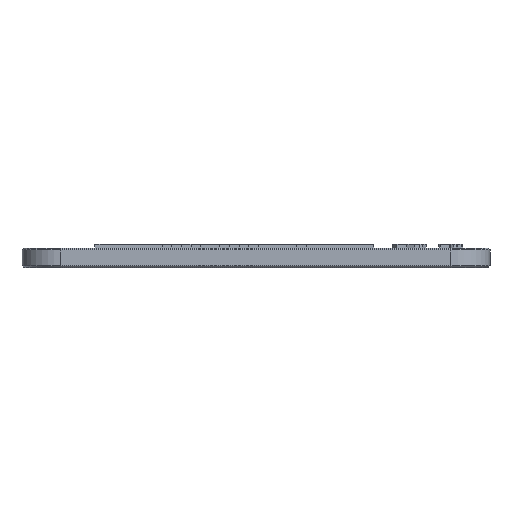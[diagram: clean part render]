
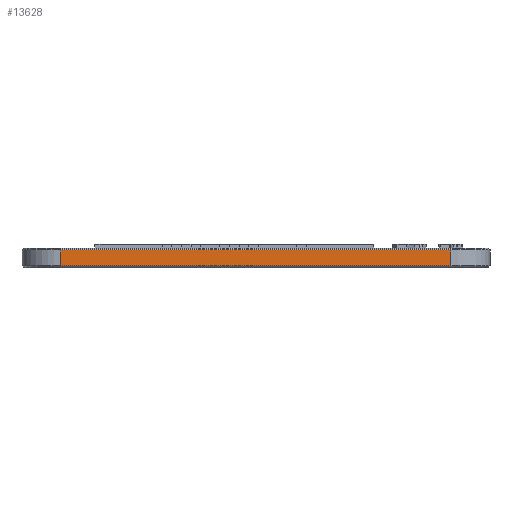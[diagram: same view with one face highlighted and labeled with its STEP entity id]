
A CAD part, left-side view. The second image highlights one B-rep face of the part: STEP entity #13628.
In plain terms, the highlighted planar face has unit normal (-1, 0, 0).
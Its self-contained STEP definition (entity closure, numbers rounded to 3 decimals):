
#44 = CYLINDRICAL_SURFACE('',#45,6.25);
#45 = AXIS2_PLACEMENT_3D('',#46,#47,#48);
#46 = CARTESIAN_POINT('',(0.,0.,-0.2));
#47 = DIRECTION('',(0.,0.,1.));
#48 = DIRECTION('',(-1.,0.,0.));
#5065 = EDGE_CURVE('',#5066,#5068,#5070,.T.);
#5066 = VERTEX_POINT('',#5067);
#5067 = CARTESIAN_POINT('',(-6.25,0.,0.3));
#5068 = VERTEX_POINT('',#5069);
#5069 = CARTESIAN_POINT('',(-6.25,0.,2.825));
#5070 = SURFACE_CURVE('',#5071,(#5075,#5082),.PCURVE_S1.);
#5071 = LINE('',#5072,#5073);
#5072 = CARTESIAN_POINT('',(-6.25,0.,0.3));
#5073 = VECTOR('',#5074,1.);
#5074 = DIRECTION('',(0.,0.,1.));
#5075 = PCURVE('',#44,#5076);
#5076 = DEFINITIONAL_REPRESENTATION('',(#5077),#5081);
#5077 = LINE('',#5078,#5079);
#5078 = CARTESIAN_POINT('',(0.,0.5));
#5079 = VECTOR('',#5080,1.);
#5080 = DIRECTION('',(0.,1.));
#5081 = ( GEOMETRIC_REPRESENTATION_CONTEXT(2) 
PARAMETRIC_REPRESENTATION_CONTEXT() REPRESENTATION_CONTEXT('2D SPACE',''
  ) );
#5082 = PCURVE('',#5083,#5088);
#5083 = PLANE('',#5084);
#5084 = AXIS2_PLACEMENT_3D('',#5085,#5086,#5087);
#5085 = CARTESIAN_POINT('',(-6.25,31.25,1.713));
#5086 = DIRECTION('',(-1.,-0.,-0.));
#5087 = DIRECTION('',(0.,0.,-1.));
#5088 = DEFINITIONAL_REPRESENTATION('',(#5089),#5093);
#5089 = LINE('',#5090,#5091);
#5090 = CARTESIAN_POINT('',(1.413,31.25));
#5091 = VECTOR('',#5092,1.);
#5092 = DIRECTION('',(-1.,0.));
#5093 = ( GEOMETRIC_REPRESENTATION_CONTEXT(2) 
PARAMETRIC_REPRESENTATION_CONTEXT() REPRESENTATION_CONTEXT('2D SPACE',''
  ) );
#13628 = ADVANCED_FACE('',(#13629),#5083,.T.);
#13629 = FACE_BOUND('',#13630,.T.);
#13630 = EDGE_LOOP('',(#13631,#13632,#13660,#13688));
#13631 = ORIENTED_EDGE('',*,*,#5065,.T.);
#13632 = ORIENTED_EDGE('',*,*,#13633,.T.);
#13633 = EDGE_CURVE('',#5068,#13634,#13636,.T.);
#13634 = VERTEX_POINT('',#13635);
#13635 = CARTESIAN_POINT('',(-6.25,62.5,2.825));
#13636 = SURFACE_CURVE('',#13637,(#13641,#13648),.PCURVE_S1.);
#13637 = LINE('',#13638,#13639);
#13638 = CARTESIAN_POINT('',(-6.25,0.,2.825));
#13639 = VECTOR('',#13640,1.);
#13640 = DIRECTION('',(0.,1.,0.));
#13641 = PCURVE('',#5083,#13642);
#13642 = DEFINITIONAL_REPRESENTATION('',(#13643),#13647);
#13643 = LINE('',#13644,#13645);
#13644 = CARTESIAN_POINT('',(-1.113,31.25));
#13645 = VECTOR('',#13646,1.);
#13646 = DIRECTION('',(0.,-1.));
#13647 = ( GEOMETRIC_REPRESENTATION_CONTEXT(2) 
PARAMETRIC_REPRESENTATION_CONTEXT() REPRESENTATION_CONTEXT('2D SPACE',''
  ) );
#13648 = PCURVE('',#13649,#13654);
#13649 = PLANE('',#13650);
#13650 = AXIS2_PLACEMENT_3D('',#13651,#13652,#13653);
#13651 = CARTESIAN_POINT('',(-6.1,0.,2.975));
#13652 = DIRECTION('',(-0.707,0.,0.707));
#13653 = DIRECTION('',(0.,-1.,0.));
#13654 = DEFINITIONAL_REPRESENTATION('',(#13655),#13659);
#13655 = LINE('',#13656,#13657);
#13656 = CARTESIAN_POINT('',(-0.,-0.212));
#13657 = VECTOR('',#13658,1.);
#13658 = DIRECTION('',(-1.,0.));
#13659 = ( GEOMETRIC_REPRESENTATION_CONTEXT(2) 
PARAMETRIC_REPRESENTATION_CONTEXT() REPRESENTATION_CONTEXT('2D SPACE',''
  ) );
#13660 = ORIENTED_EDGE('',*,*,#13661,.F.);
#13661 = EDGE_CURVE('',#13662,#13634,#13664,.T.);
#13662 = VERTEX_POINT('',#13663);
#13663 = CARTESIAN_POINT('',(-6.25,62.5,0.3));
#13664 = SURFACE_CURVE('',#13665,(#13669,#13676),.PCURVE_S1.);
#13665 = LINE('',#13666,#13667);
#13666 = CARTESIAN_POINT('',(-6.25,62.5,2.925));
#13667 = VECTOR('',#13668,1.);
#13668 = DIRECTION('',(0.,0.,1.));
#13669 = PCURVE('',#5083,#13670);
#13670 = DEFINITIONAL_REPRESENTATION('',(#13671),#13675);
#13671 = LINE('',#13672,#13673);
#13672 = CARTESIAN_POINT('',(-1.213,-31.25));
#13673 = VECTOR('',#13674,1.);
#13674 = DIRECTION('',(-1.,0.));
#13675 = ( GEOMETRIC_REPRESENTATION_CONTEXT(2) 
PARAMETRIC_REPRESENTATION_CONTEXT() REPRESENTATION_CONTEXT('2D SPACE',''
  ) );
#13676 = PCURVE('',#13677,#13682);
#13677 = CYLINDRICAL_SURFACE('',#13678,6.25);
#13678 = AXIS2_PLACEMENT_3D('',#13679,#13680,#13681);
#13679 = CARTESIAN_POINT('',(0.,62.5,-0.2));
#13680 = DIRECTION('',(0.,0.,1.));
#13681 = DIRECTION('',(0.,1.,0.));
#13682 = DEFINITIONAL_REPRESENTATION('',(#13683),#13687);
#13683 = LINE('',#13684,#13685);
#13684 = CARTESIAN_POINT('',(1.571,3.125));
#13685 = VECTOR('',#13686,1.);
#13686 = DIRECTION('',(0.,1.));
#13687 = ( GEOMETRIC_REPRESENTATION_CONTEXT(2) 
PARAMETRIC_REPRESENTATION_CONTEXT() REPRESENTATION_CONTEXT('2D SPACE',''
  ) );
#13688 = ORIENTED_EDGE('',*,*,#13689,.F.);
#13689 = EDGE_CURVE('',#5066,#13662,#13690,.T.);
#13690 = SURFACE_CURVE('',#13691,(#13695,#13702),.PCURVE_S1.);
#13691 = LINE('',#13692,#13693);
#13692 = CARTESIAN_POINT('',(-6.25,46.875,0.3));
#13693 = VECTOR('',#13694,1.);
#13694 = DIRECTION('',(0.,1.,0.));
#13695 = PCURVE('',#5083,#13696);
#13696 = DEFINITIONAL_REPRESENTATION('',(#13697),#13701);
#13697 = LINE('',#13698,#13699);
#13698 = CARTESIAN_POINT('',(1.413,-15.625));
#13699 = VECTOR('',#13700,1.);
#13700 = DIRECTION('',(0.,-1.));
#13701 = ( GEOMETRIC_REPRESENTATION_CONTEXT(2) 
PARAMETRIC_REPRESENTATION_CONTEXT() REPRESENTATION_CONTEXT('2D SPACE',''
  ) );
#13702 = PCURVE('',#13703,#13708);
#13703 = PLANE('',#13704);
#13704 = AXIS2_PLACEMENT_3D('',#13705,#13706,#13707);
#13705 = CARTESIAN_POINT('',(-6.1,46.875,0.15));
#13706 = DIRECTION('',(-0.707,0.,-0.707));
#13707 = DIRECTION('',(-0.707,0.,0.707));
#13708 = DEFINITIONAL_REPRESENTATION('',(#13709),#13713);
#13709 = LINE('',#13710,#13711);
#13710 = CARTESIAN_POINT('',(0.212,0.));
#13711 = VECTOR('',#13712,1.);
#13712 = DIRECTION('',(0.,1.));
#13713 = ( GEOMETRIC_REPRESENTATION_CONTEXT(2) 
PARAMETRIC_REPRESENTATION_CONTEXT() REPRESENTATION_CONTEXT('2D SPACE',''
  ) );
